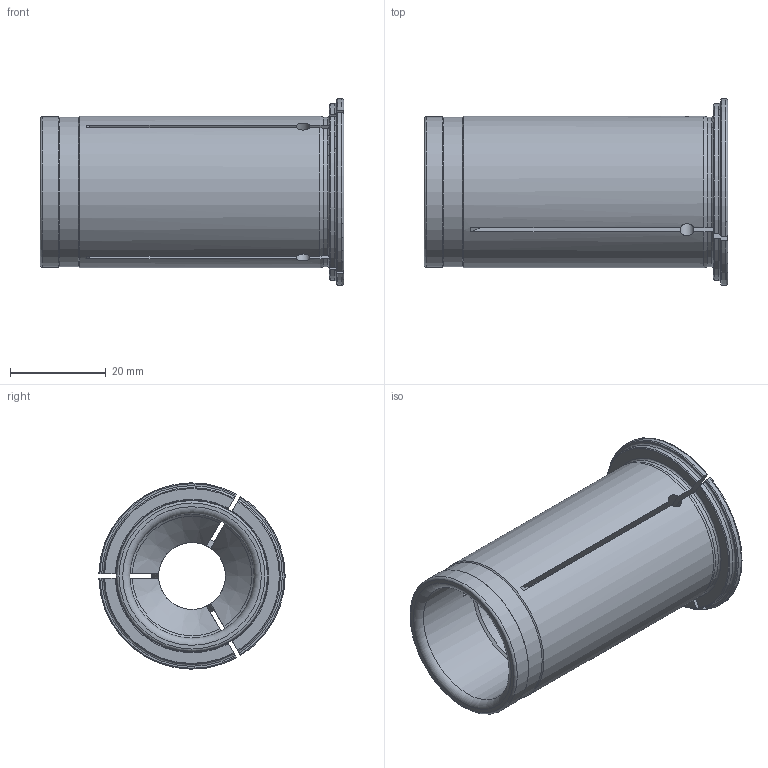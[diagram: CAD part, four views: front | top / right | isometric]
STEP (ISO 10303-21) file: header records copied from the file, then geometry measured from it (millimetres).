
FILE_DESCRIPTION(/* description */ (''),/* implementation_level */ '2;1');
FILE_NAME(/* name */ 'HK31.75-14.stp',/* time_stamp */ '2021-01-18T09:07:46+09:00',/* author */ ('eos'),/* organization */ (''),/* preprocessor_version */ 'ST-DEVELOPER v18.1',/* originating_system */ 'Autodesk Inventor 2020',/* authorisation */ '');
FILE_SCHEMA (('AUTOMOTIVE_DESIGN { 1 0 10303 214 3 1 1 }'));
Length unit declared in the file: millimetre
Products named in the file (1): HK25.4-12-SSK
Bounding box: 63.5 x 38.99 x 39 mm (x, y, z)
Volume: 30301.8 mm3; surface area: 13842.4 mm2
Topology: 1 solids, 1 shells, 78 faces, 252 edges, 170 vertices
Faces by surface type: cylinder 29, plane 20, cone 17, torus 12
Full cylindrical faces by diameter (mm): 14 x1, 26 x1, 31.25 x1, 31.55 x1, 31.75 x1
Entity records: 3208 total; most frequent: CARTESIAN_POINT 935, ORIENTED_EDGE 504, DIRECTION 454, EDGE_CURVE 252, VERTEX_POINT 170, AXIS2_PLACEMENT_3D 168, LINE 118, VECTOR 118
